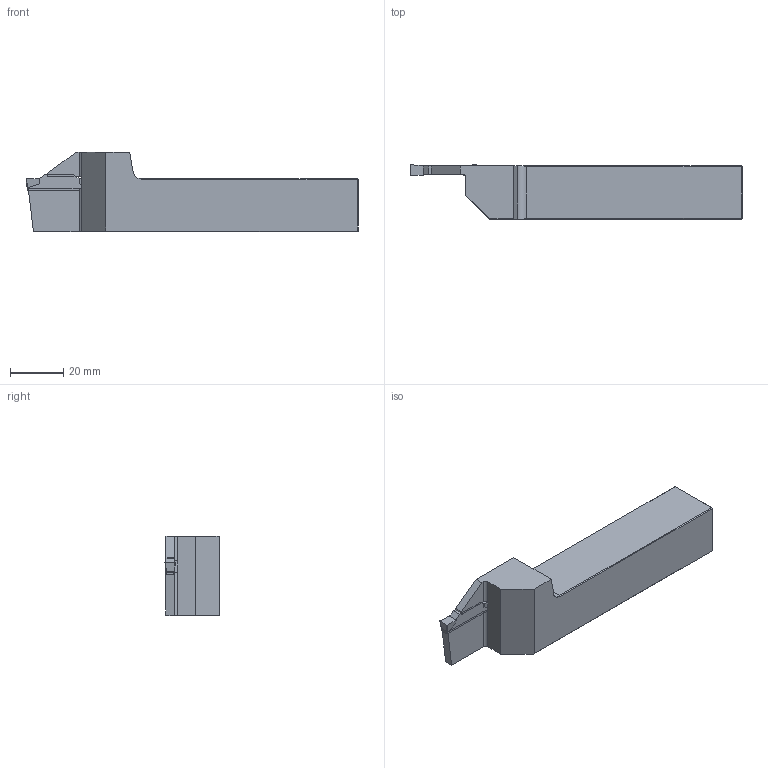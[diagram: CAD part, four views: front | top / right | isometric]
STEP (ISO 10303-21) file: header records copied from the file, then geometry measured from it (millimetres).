
FILE_DESCRIPTION(/* description */ (''),/* implementation_level */ '2;1');
FILE_NAME(/* name */ 'ADKT-123-L-2020-4-T20.stp',/* time_stamp */ '2023-10-02T19:04:15+03:00',/* author */ (''),/* organization */ (''),/* preprocessor_version */ 'ST-DEVELOPER v19.4',/* originating_system */ 'SIEMENS PLM Software NX2306.3001',/* authorisation */ '');
FILE_SCHEMA (('AUTOMOTIVE_DESIGN { 1 0 10303 214 3 1 1 1 }'));
Length unit declared in the file: millimetre
Products named in the file (1): ADKT-123-R-2020-4-T20
Bounding box: 125 x 20.4 x 30 mm (x, y, z)
Volume: 45756.5 mm3; surface area: 10971.4 mm2
Topology: 2 solids, 2 shells, 67 faces, 169 edges, 106 vertices
Faces by surface type: plane 55, cylinder 12
Entity records: 2223 total; most frequent: CARTESIAN_POINT 343, ORIENTED_EDGE 338, DIRECTION 331, EDGE_CURVE 169, LINE 143, VECTOR 143, VERTEX_POINT 106, AXIS2_PLACEMENT_3D 94
